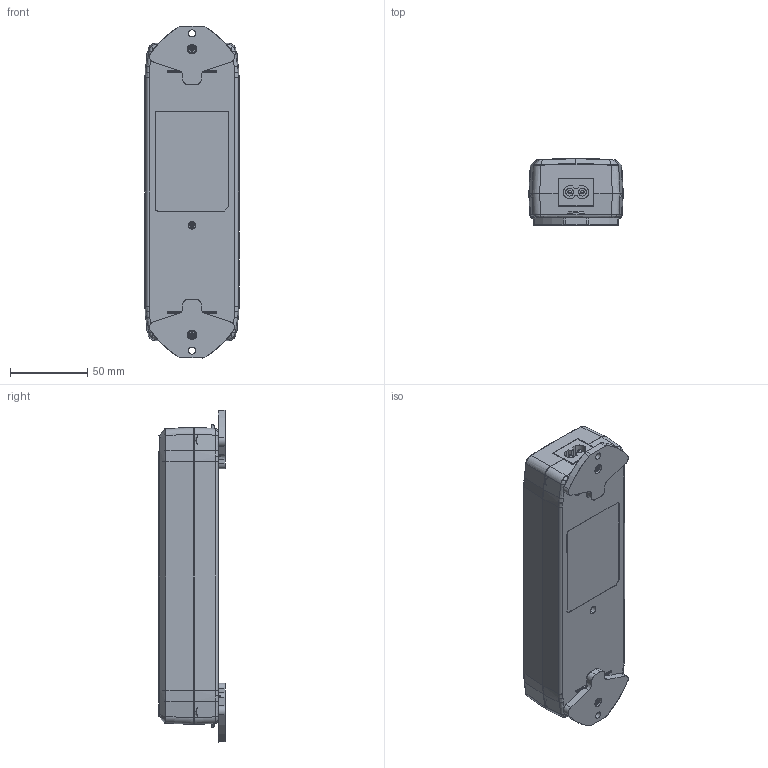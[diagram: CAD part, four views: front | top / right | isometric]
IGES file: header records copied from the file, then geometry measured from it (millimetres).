
Start section: SolidWorks IGES file using analytic representation for surfaces
Global section: file name: PD21.IGS; native system: SolidWorks 2014; preprocessor: SolidWorks 2014; author: CKuhn; date: 141021.080544; units: millimetre
Bounding box: 61 x 42.8 x 214.57 mm (x, y, z)
Surface area: 51026.5 mm2 (no closed solid volume)
Topology: 0 solids, 0 shells, 776 faces, 7555 edges, 7539 vertices
Faces by surface type: bspline 494, revolution 282
